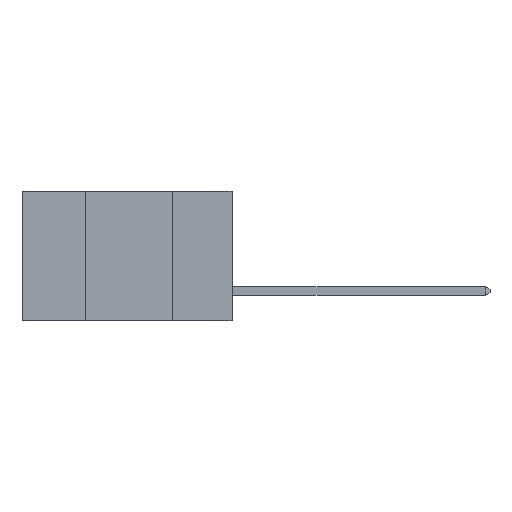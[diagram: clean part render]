
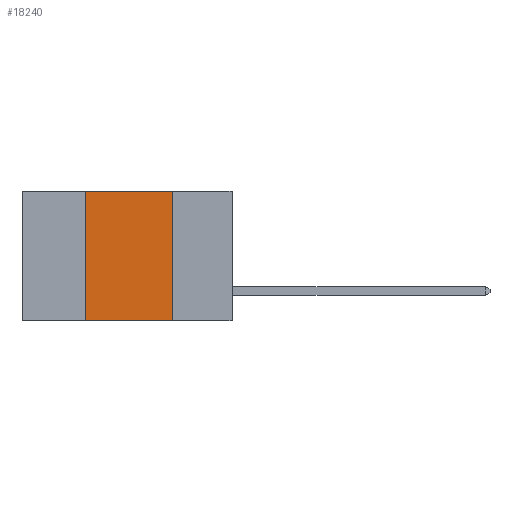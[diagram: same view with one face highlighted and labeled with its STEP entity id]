
A CAD part, left-side view. The second image highlights one B-rep face of the part: STEP entity #18240.
In plain terms, the highlighted planar face has unit normal (-1, 0, 0).
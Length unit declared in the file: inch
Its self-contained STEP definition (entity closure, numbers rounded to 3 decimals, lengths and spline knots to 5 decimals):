
#80 = AXIS2_PLACEMENT_3D ( 'NONE', #12757, #18443, #10238 ) ;
#602 = VECTOR ( 'NONE', #3036, 39.37008 ) ;
#1481 = LINE ( 'NONE', #27562, #602 ) ;
#2504 = LINE ( 'NONE', #26225, #8869 ) ;
#3036 = DIRECTION ( 'NONE',  ( 0., 0., -1. ) ) ;
#3282 = CARTESIAN_POINT ( 'NONE',  ( 0., 0.42, 0. ) ) ;
#3481 = FACE_OUTER_BOUND ( 'NONE', #14868, .T. ) ;
#3681 = CARTESIAN_POINT ( 'NONE',  ( 0., 0.17, 0. ) ) ;
#4118 = EDGE_CURVE ( 'NONE', #34495, #22156, #1481, .T. ) ;
#4757 = PLANE ( 'NONE',  #80 ) ;
#5216 = ORIENTED_EDGE ( 'NONE', *, *, #13810, .T. ) ;
#7677 = EDGE_CURVE ( 'NONE', #25955, #34495, #2504, .T. ) ;
#8135 = ORIENTED_EDGE ( 'NONE', *, *, #4118, .F. ) ;
#8869 = VECTOR ( 'NONE', #31542, 39.37008 ) ;
#10238 = DIRECTION ( 'NONE',  ( 0., 0., -1. ) ) ;
#10945 = DIRECTION ( 'NONE',  ( 0., -1., 0. ) ) ;
#12757 = CARTESIAN_POINT ( 'NONE',  ( 0., 0.6, 0. ) ) ;
#12814 = LINE ( 'NONE', #3282, #25695 ) ;
#13167 = VECTOR ( 'NONE', #10945, 39.37008 ) ;
#13810 = EDGE_CURVE ( 'NONE', #24948, #22156, #20488, .T. ) ;
#14868 = EDGE_LOOP ( 'NONE', ( #8135, #22327, #19529, #5216 ) ) ;
#16758 = CARTESIAN_POINT ( 'NONE',  ( 0., 0.42, 0. ) ) ;
#18240 = ADVANCED_FACE ( 'NONE', ( #3481 ), #4757, .F. ) ;
#18443 = DIRECTION ( 'NONE',  ( 1., 0., 0. ) ) ;
#19529 = ORIENTED_EDGE ( 'NONE', *, *, #28621, .F. ) ;
#20488 = LINE ( 'NONE', #32684, #13167 ) ;
#22156 = VERTEX_POINT ( 'NONE', #28708 ) ;
#22327 = ORIENTED_EDGE ( 'NONE', *, *, #7677, .F. ) ;
#24948 = VERTEX_POINT ( 'NONE', #28263 ) ;
#25695 = VECTOR ( 'NONE', #27910, 39.37008 ) ;
#25955 = VERTEX_POINT ( 'NONE', #16758 ) ;
#26225 = CARTESIAN_POINT ( 'NONE',  ( 0., 0.6, 0. ) ) ;
#27562 = CARTESIAN_POINT ( 'NONE',  ( 0., 0.17, 0. ) ) ;
#27910 = DIRECTION ( 'NONE',  ( 0., 0., 1. ) ) ;
#28263 = CARTESIAN_POINT ( 'NONE',  ( 0., 0.42, -0.37 ) ) ;
#28621 = EDGE_CURVE ( 'NONE', #24948, #25955, #12814, .T. ) ;
#28708 = CARTESIAN_POINT ( 'NONE',  ( 0., 0.17, -0.37 ) ) ;
#31542 = DIRECTION ( 'NONE',  ( 0., -1., 0. ) ) ;
#32684 = CARTESIAN_POINT ( 'NONE',  ( 0., 0.6, -0.37 ) ) ;
#34495 = VERTEX_POINT ( 'NONE', #3681 ) ;
